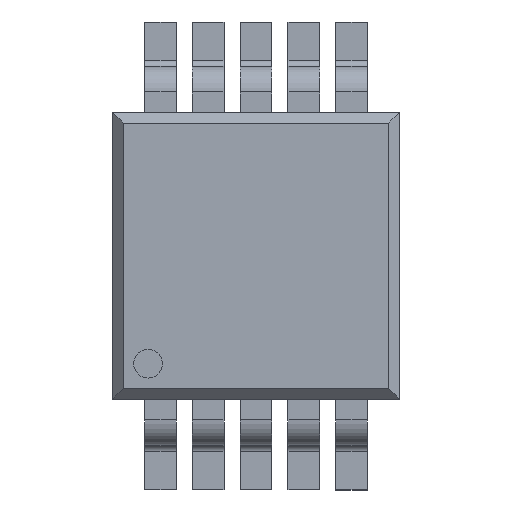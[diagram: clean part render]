
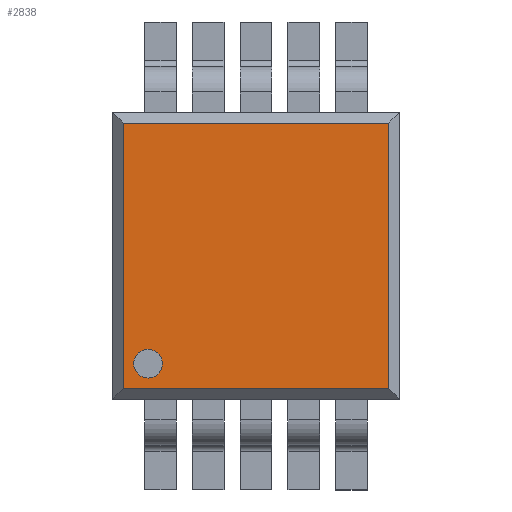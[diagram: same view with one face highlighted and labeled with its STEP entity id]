
A CAD part, top view. The second image highlights one B-rep face of the part: STEP entity #2838.
In plain terms, the highlighted planar face has unit normal (0, 0, 1).
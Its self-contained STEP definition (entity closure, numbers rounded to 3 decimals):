
#27=FACE_BOUND('',#442,.T.);
#114=CIRCLE('',#3070,0.15);
#294=FACE_OUTER_BOUND('',#441,.T.);
#441=EDGE_LOOP('',(#2419,#2420,#2421,#2422));
#442=EDGE_LOOP('',(#2423));
#732=LINE('',#4586,#1033);
#737=LINE('',#4596,#1038);
#739=LINE('',#4600,#1040);
#742=LINE('',#4605,#1043);
#1033=VECTOR('',#3801,1.);
#1038=VECTOR('',#3808,1.);
#1040=VECTOR('',#3812,1.);
#1043=VECTOR('',#3817,1.);
#1294=VERTEX_POINT('',#4579);
#1295=VERTEX_POINT('',#4584);
#1296=VERTEX_POINT('',#4585);
#1300=VERTEX_POINT('',#4595);
#1301=VERTEX_POINT('',#4599);
#1669=EDGE_CURVE('',#1294,#1294,#114,.T.);
#1670=EDGE_CURVE('',#1295,#1296,#732,.T.);
#1675=EDGE_CURVE('',#1296,#1300,#737,.T.);
#1677=EDGE_CURVE('',#1301,#1295,#739,.T.);
#1680=EDGE_CURVE('',#1300,#1301,#742,.T.);
#2419=ORIENTED_EDGE('',*,*,#1670,.F.);
#2420=ORIENTED_EDGE('',*,*,#1677,.F.);
#2421=ORIENTED_EDGE('',*,*,#1680,.F.);
#2422=ORIENTED_EDGE('',*,*,#1675,.F.);
#2423=ORIENTED_EDGE('',*,*,#1669,.T.);
#2553=PLANE('',#3078);
#2838=ADVANCED_FACE('',(#294,#27),#2553,.T.);
#3070=AXIS2_PLACEMENT_3D('',#4581,#3795,#3796);
#3078=AXIS2_PLACEMENT_3D('',#4617,#3828,#3829);
#3795=DIRECTION('center_axis',(0.,0.,-1.));
#3796=DIRECTION('ref_axis',(1.,0.,0.));
#3801=DIRECTION('',(0.,-1.,0.));
#3808=DIRECTION('',(-1.,0.,0.));
#3812=DIRECTION('',(1.,0.,0.));
#3817=DIRECTION('',(0.,1.,0.));
#3828=DIRECTION('center_axis',(0.,0.,1.));
#3829=DIRECTION('ref_axis',(1.,0.,0.));
#4579=CARTESIAN_POINT('',(-1.28,1.13,1.1));
#4581=CARTESIAN_POINT('Origin',(-1.13,1.13,1.1));
#4584=CARTESIAN_POINT('',(1.39,1.39,1.1));
#4585=CARTESIAN_POINT('',(1.39,-1.39,1.1));
#4586=CARTESIAN_POINT('',(1.39,0.,1.1));
#4595=CARTESIAN_POINT('',(-1.39,-1.39,1.1));
#4596=CARTESIAN_POINT('',(0.,-1.39,1.1));
#4599=CARTESIAN_POINT('',(-1.39,1.39,1.1));
#4600=CARTESIAN_POINT('',(0.,1.39,1.1));
#4605=CARTESIAN_POINT('',(-1.39,0.,1.1));
#4617=CARTESIAN_POINT('Origin',(0.,0.,1.1));
